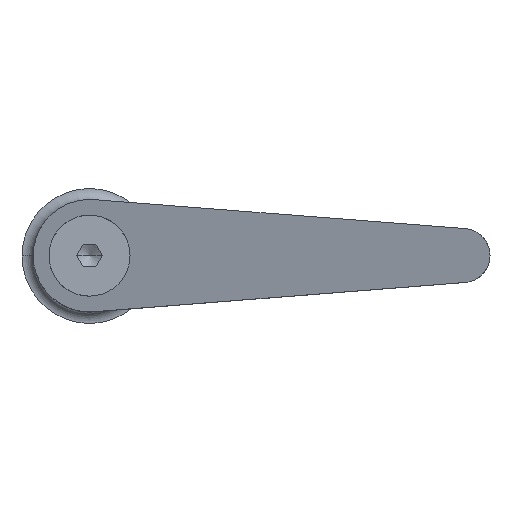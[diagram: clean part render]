
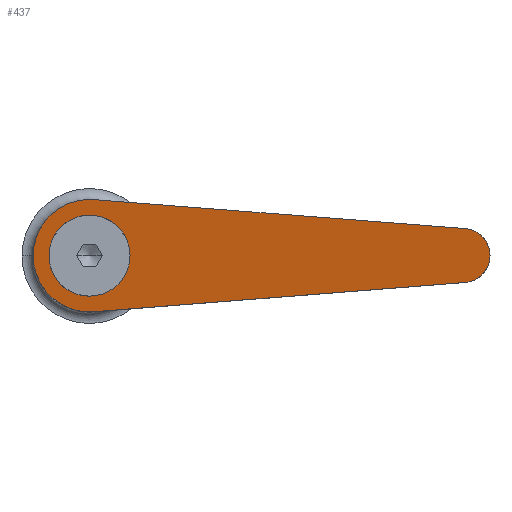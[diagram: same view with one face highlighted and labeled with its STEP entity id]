
A CAD part, top view. The second image highlights one B-rep face of the part: STEP entity #437.
In plain terms, the highlighted planar face has unit normal (-0.26, 0, 0.966).
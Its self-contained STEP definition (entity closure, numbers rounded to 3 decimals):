
#261=VERTEX_POINT('',#668);
#263=EDGE_CURVE('',#283,#435,#670,.T.);
#271=EDGE_CURVE('',#337,#283,#678,.T.);
#283=VERTEX_POINT('',#690);
#291=VERTEX_POINT('',#699);
#309=EDGE_CURVE('',#261,#291,#718,.T.);
#327=EDGE_CURVE('',#345,#337,#737,.T.);
#337=VERTEX_POINT('',#748);
#345=VERTEX_POINT('',#756);
#397=EDGE_CURVE('',#515,#261,#817,.T.);
#435=VERTEX_POINT('',#859);
#437=ADVANCED_FACE('',(#861,#862),#863,.F.);
#467=EDGE_CURVE('',#435,#491,#895,.T.);
#483=EDGE_CURVE('',#491,#345,#913,.T.);
#491=VERTEX_POINT('',#922);
#515=VERTEX_POINT('',#948);
#583=EDGE_CURVE('',#291,#515,#1025,.T.);
#668=CARTESIAN_POINT('',(0.,-9.,42.765));
#670=LINE('',#1126,#1127);
#678=ELLIPSE('',#1140,6.214,6.);
#690=CARTESIAN_POINT('',(83.47,5.982,65.239));
#699=CARTESIAN_POINT('',(0.,9.,42.765));
#718=ELLIPSE('',#1193,9.32,9.0);
#737=LINE('',#1220,#1221);
#748=CARTESIAN_POINT('',(83.47,-5.982,65.239));
#756=CARTESIAN_POINT('',(0.979,-12.462,43.029));
#817=ELLIPSE('',#1329,9.32,9.0);
#859=CARTESIAN_POINT('',(0.979,12.462,43.029));
#861=FACE_OUTER_BOUND('',#1391,.T.);
#862=FACE_BOUND('',#1392,.T.);
#863=PLANE('',#1393);
#895=ELLIPSE('',#1439,12.945,12.5);
#913=ELLIPSE('',#1464,12.945,12.5);
#922=CARTESIAN_POINT('',(-12.5,0.,39.4));
#948=CARTESIAN_POINT('',(-0.216,8.997,42.707));
#1025=ELLIPSE('',#1667,9.32,9.0);
#1126=CARTESIAN_POINT('',(46.091,8.918,55.175));
#1127=VECTOR('',#1772,1.0);
#1140=AXIS2_PLACEMENT_3D('',#1775,#1776,#1777);
#1193=AXIS2_PLACEMENT_3D('',#1806,#1807,#1808);
#1220=CARTESIAN_POINT('',(84.565,-5.896,65.533));
#1221=VECTOR('',#1829,1.0);
#1329=AXIS2_PLACEMENT_3D('',#1918,#1919,#1920);
#1391=EDGE_LOOP('',(#1968,#1969,#1970,#1971,#1972));
#1392=EDGE_LOOP('',(#1973,#1974,#1975));
#1393=AXIS2_PLACEMENT_3D('',#1976,#1977,#1978);
#1439=AXIS2_PLACEMENT_3D('',#2009,#2010,#2011);
#1464=AXIS2_PLACEMENT_3D('',#2038,#2039,#2040);
#1667=AXIS2_PLACEMENT_3D('',#2162,#2163,#2164);
#1772=DIRECTION('',(-0.963,0.076,-0.259));
#1775=CARTESIAN_POINT('',(83.0,0.,65.112));
#1776=DIRECTION('',(-0.26,0.,0.966));
#1777=DIRECTION('',(0.966,0.,0.26));
#1806=CARTESIAN_POINT('',(0.,0.,42.765));
#1807=DIRECTION('',(-0.26,0.,0.966));
#1808=DIRECTION('',(-0.966,0.0,-0.26));
#1829=DIRECTION('',(0.963,0.076,0.259));
#1918=CARTESIAN_POINT('',(0.,0.,42.765));
#1919=DIRECTION('',(-0.26,0.,0.966));
#1920=DIRECTION('',(-0.966,0.0,-0.26));
#1968=ORIENTED_EDGE('',*,*,#467,.T.);
#1969=ORIENTED_EDGE('',*,*,#483,.T.);
#1970=ORIENTED_EDGE('',*,*,#327,.T.);
#1971=ORIENTED_EDGE('',*,*,#271,.T.);
#1972=ORIENTED_EDGE('',*,*,#263,.T.);
#1973=ORIENTED_EDGE('',*,*,#397,.F.);
#1974=ORIENTED_EDGE('',*,*,#583,.F.);
#1975=ORIENTED_EDGE('',*,*,#309,.F.);
#1976=CARTESIAN_POINT('',(40.277,0.,53.61));
#1977=DIRECTION('',(0.26,0.,-0.966));
#1978=DIRECTION('',(0.251,0.966,0.068));
#2009=CARTESIAN_POINT('',(0.,0.,42.765));
#2010=DIRECTION('',(-0.26,0.,0.966));
#2011=DIRECTION('',(-0.966,0.,-0.26));
#2038=CARTESIAN_POINT('',(0.,0.,42.765));
#2039=DIRECTION('',(-0.26,0.,0.966));
#2040=DIRECTION('',(-0.966,0.,-0.26));
#2162=CARTESIAN_POINT('',(0.,0.,42.765));
#2163=DIRECTION('',(-0.26,0.,0.966));
#2164=DIRECTION('',(-0.966,0.0,-0.26));
